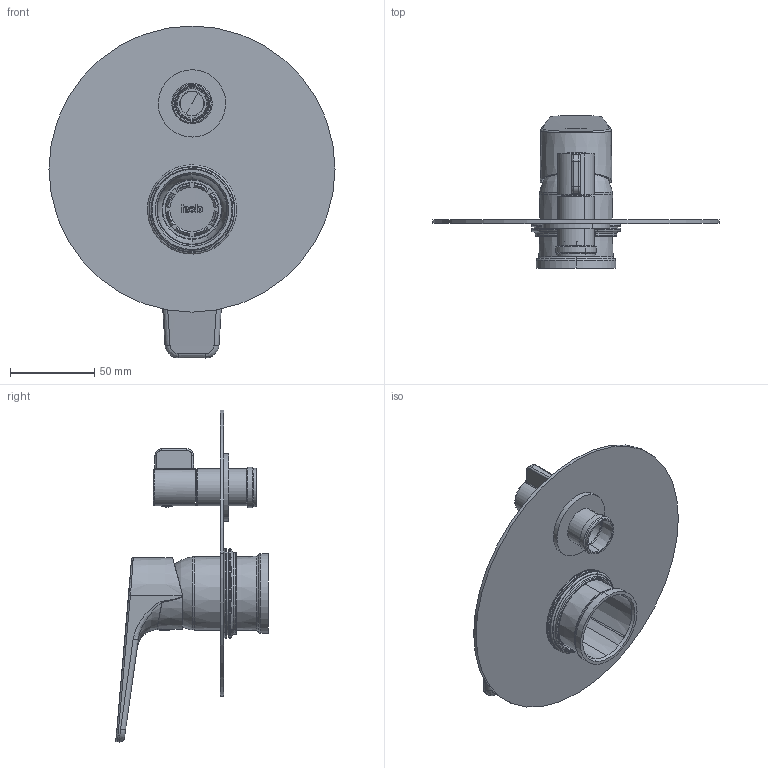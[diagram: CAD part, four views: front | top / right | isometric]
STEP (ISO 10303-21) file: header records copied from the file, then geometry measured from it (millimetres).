
FILE_DESCRIPTION(('CATIA V5 STEP Exchange','CAx-IF Rec.Pracs.--- Model Styling and Organization---1.5--- 2016-08-15','CAx-IF Rec.Pracs.---Supplemental Geometry---1.0---2011-11-01','CAx-IF Rec.Pracs.--- Composite Materials ---3.4---2017-06-13','CAx-IF Rec.Pracs.---Tessellated 3D Geometry---1.0---2015-12-17'),'2;1');
FILE_NAME('RK002300.stp','2023-05-26T11:56:25+00:00',('none'),('none'),'CATIA Version 5-6 Release 2020 SP2','CATIA V5 STEP AP242 v2','none');
FILE_SCHEMA(('AP242_MANAGED_MODEL_BASED_3D_ENGINEERING_MIM_LF {1 0 10303 442 1 1 4}'));
Length unit declared in the file: millimetre
Products named in the file (1): RK002300
Bounding box: 170 x 90.67 x 197.28 mm (x, y, z)
Volume: 62919.6 mm3; surface area: 86385.3 mm2
Topology: 7 solids, 168 shells, 559 faces, 1828 edges, 1453 vertices
Faces by surface type: cylinder 150, torus 115, plane 106, cone 99, bspline 60, sphere 14, extrusion 9, revolution 6
Entity records: 25009 total; most frequent: CARTESIAN_POINT 11350, ORIENTED_EDGE 2810, EDGE_CURVE 1822, DIRECTION 1672, VERTEX_POINT 1453, AXIS2_PLACEMENT_3D 882, B_SPLINE_CURVE_WITH_KNOTS 818, EDGE_LOOP 596
